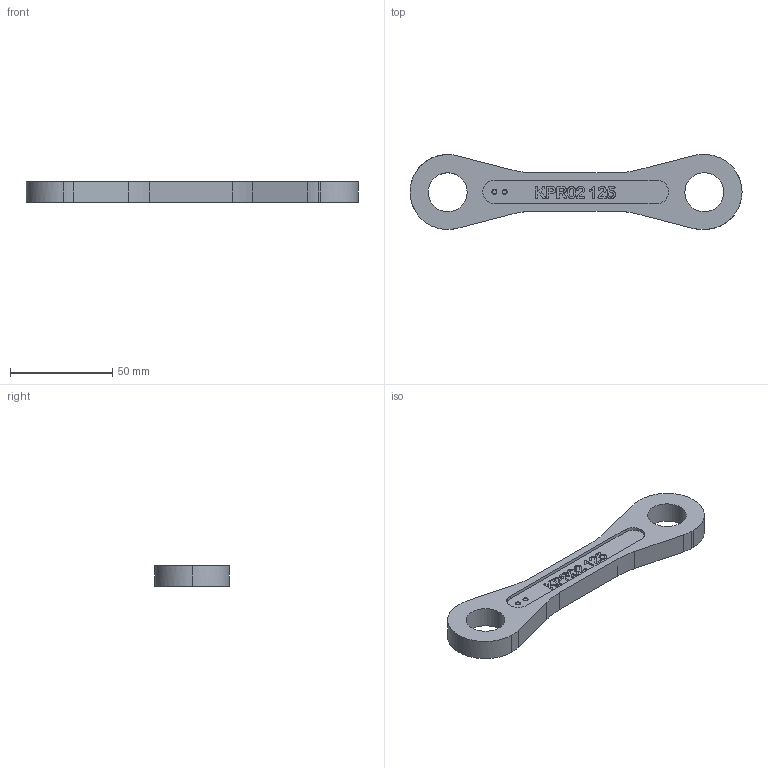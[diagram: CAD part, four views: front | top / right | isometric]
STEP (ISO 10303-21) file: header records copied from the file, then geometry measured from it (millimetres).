
FILE_DESCRIPTION(/* description */ (''),/* implementation_level */ '2;1');
FILE_NAME(/* name */ 'levier.step',/* time_stamp */ '2021-11-03T15:10:24+01:00',/* author */ (''),/* organization */ (''),/* preprocessor_version */ 'ST-DEVELOPER v18.1',/* originating_system */ 'Autodesk Translation Framework v10.10.0.1391',/* authorisation */ '');
FILE_SCHEMA (('AUTOMOTIVE_DESIGN { 1 0 10303 214 3 1 1 }'));
Length unit declared in the file: millimetre
Products named in the file (1): biellette PC
Bounding box: 162 x 36.52 x 10.2 mm (x, y, z)
Volume: 33062.1 mm3; surface area: 12883.1 mm2
Topology: 1 solids, 1 shells, 227 faces, 588 edges, 392 vertices
Faces by surface type: plane 113, bspline 102, cylinder 10, torus 2
Full cylindrical faces by diameter (mm): 19 x2
Entity records: 10777 total; most frequent: CARTESIAN_POINT 5850, ORIENTED_EDGE 1176, DIRECTION 662, EDGE_CURVE 588, VERTEX_POINT 392, LINE 358, VECTOR 358, EDGE_LOOP 260
